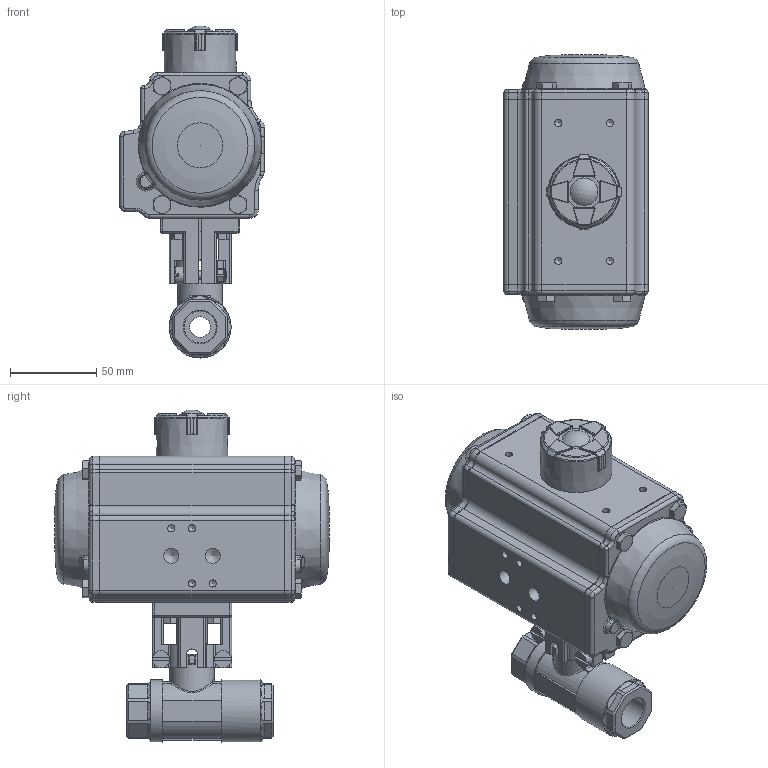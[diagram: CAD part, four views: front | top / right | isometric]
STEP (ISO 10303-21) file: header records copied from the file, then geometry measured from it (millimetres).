
FILE_DESCRIPTION(/* description */ ('Unknown'),/* implementation_level */ '2;1');
FILE_NAME(/* name */ 'FR02 0814-04',/* time_stamp */ '2022-10-18T11:37:11+02:00',/* author */ ('Unknown'),/* organization */ ('Unknown'),/* preprocessor_version */ 'ST-DEVELOPER v16.7',/* originating_system */ 'Solid Edge',/* authorisation */ 'Unknown');
FILE_SCHEMA (('AUTOMOTIVE_DESIGN {1 0 10303 214 3 1 1}'));
Length unit declared in the file: millimetre
Products named in the file (14): DW20-2.520.015; Backen F03_F04, Durchmesser 26; 2.520.015; DIN558 M5x14; Spindeladapter SW 9, Aufbau Backen f. 2.520.012; ISO1207_M5x25; DIN934_M5; DW03_FR02_(DW36_FR26); KP-63; hexagon head bolts--product grade c gb_GB_FASTENER_BOLT_HHBC M6X30-N; cup head nib bolts with large head gb_GB_FASTENER_BOLT_CHNBW M6X25-N; _____________; ________(___________; ______
Assembly tree (28 placements, depth 3):
  DW20-2.520.015
    Backen F03_F04, Durchmesser 26  x2
    2.520.015
    DIN558 M5x14  x4
    Spindeladapter SW 9, Aufbau Backen f. 2.520.012
    ISO1207_M5x25  x2
    DIN934_M5  x2
    DW03_FR02_(DW36_FR26)
      KP-63
      hexagon head bolts--product grade c gb_GB_FASTENER_BOLT_HHBC M6X30-N  x8
      cup head nib bolts with large head gb_GB_FASTENER_BOLT_CHNBW M6X25-N
      _____________  x2
      ________(___________  x2
      ______
Bounding box: 83.7 x 159 x 192.6 mm (x, y, z)
Volume: 1001936 mm3; surface area: 118745.3 mm2
Topology: 27 solids, 28 shells, 1298 faces, 3144 edges, 1916 vertices
Faces by surface type: plane 549, cylinder 361, bspline 139, cone 138, torus 96, sphere 15
Full cylindrical faces by diameter (mm): 2.325 x2, 3 x16, 3.3 x8, 4.134 x2, 4.2 x8, 4.66 x1, 5 x23, 6 x9, 6.2 x1, 6.8 x4, 8.8 x2, 10 x2, 12 x1, 15.8 x1, 18 x1, 18.631 x2, 20.2 x1, 25.5 x1, 26 x1, 28 x1, 36 x2, 38.5 x1
Entity records: 30122 total; most frequent: CARTESIAN_POINT 8316, DIRECTION 4197, ORIENTED_EDGE 4054, EDGE_CURVE 2027, AXIS2_PLACEMENT_3D 1613, VERTEX_POINT 1320, FACE_BOUND 1097, EDGE_LOOP 1072
